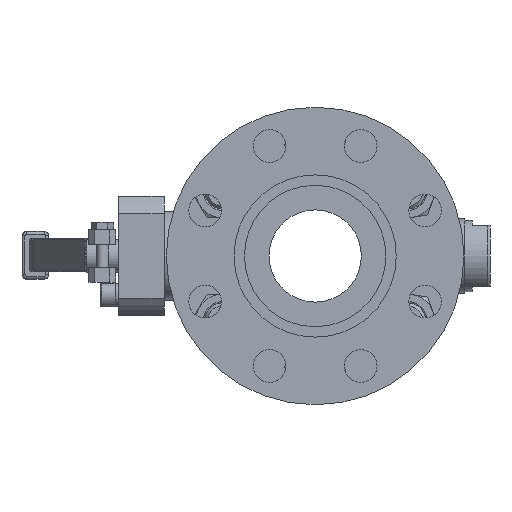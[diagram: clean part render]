
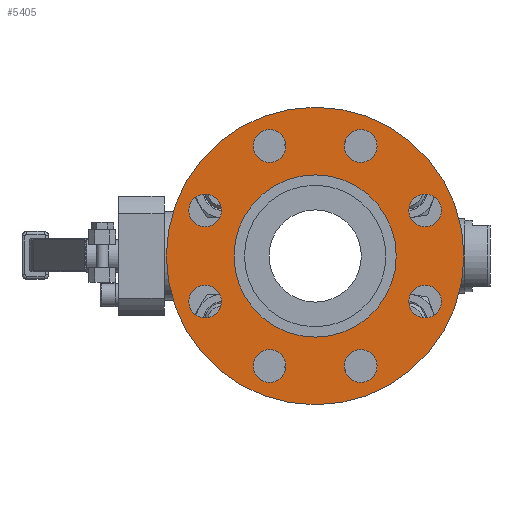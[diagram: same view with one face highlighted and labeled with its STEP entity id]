
A CAD part, left-side view. The second image highlights one B-rep face of the part: STEP entity #5405.
In plain terms, the highlighted face is planar.
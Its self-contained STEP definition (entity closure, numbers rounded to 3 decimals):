
#5405=ADVANCED_FACE('',(#11296,#11298,#11300,#11302,#11304,#11306,#11308,#11310,
#11312,#11314),#11316,.F.);
#11296=FACE_BOUND('',#11297,.T.);
#11297=EDGE_LOOP('',(#15400));
#11298=FACE_BOUND('',#11299,.T.);
#11299=EDGE_LOOP('',(#15401));
#11300=FACE_BOUND('',#11301,.T.);
#11301=EDGE_LOOP('',(#15402));
#11302=FACE_BOUND('',#11303,.T.);
#11303=EDGE_LOOP('',(#15403));
#11304=FACE_BOUND('',#11305,.T.);
#11305=EDGE_LOOP('',(#15404));
#11306=FACE_BOUND('',#11307,.T.);
#11307=EDGE_LOOP('',(#15405));
#11308=FACE_BOUND('',#11309,.T.);
#11309=EDGE_LOOP('',(#15406));
#11310=FACE_BOUND('',#11311,.T.);
#11311=EDGE_LOOP('',(#15407));
#11312=FACE_BOUND('',#11313,.T.);
#11313=EDGE_LOOP('',(#15408));
#11314=FACE_BOUND('',#11315,.T.);
#11315=EDGE_LOOP('',(#15409));
#11316=PLANE('',#11317);
#11317=AXIS2_PLACEMENT_3D('',#11318,#11319,#11320);
#11318=CARTESIAN_POINT('',(-165.,0.,0.));
#11319=DIRECTION('',(-1.,0.,0.));
#11320=DIRECTION('',(0.,0.,1.));
#15400=ORIENTED_EDGE('',*,*,#17175,.F.);
#15401=ORIENTED_EDGE('',*,*,#17176,.F.);
#15402=ORIENTED_EDGE('',*,*,#17177,.F.);
#15403=ORIENTED_EDGE('',*,*,#17178,.F.);
#15404=ORIENTED_EDGE('',*,*,#17179,.F.);
#15405=ORIENTED_EDGE('',*,*,#17180,.F.);
#15406=ORIENTED_EDGE('',*,*,#17181,.F.);
#15407=ORIENTED_EDGE('',*,*,#17182,.F.);
#15408=ORIENTED_EDGE('',*,*,#17183,.F.);
#15409=ORIENTED_EDGE('',*,*,#17235,.T.);
#17175=EDGE_CURVE('',#19630,#19630,#19631,.T.);
#17176=EDGE_CURVE('',#19632,#19632,#19633,.F.);
#17177=EDGE_CURVE('',#19634,#19634,#19635,.F.);
#17178=EDGE_CURVE('',#19636,#19636,#19637,.F.);
#17179=EDGE_CURVE('',#19638,#19638,#19639,.F.);
#17180=EDGE_CURVE('',#19640,#19640,#19641,.F.);
#17181=EDGE_CURVE('',#19642,#19642,#19643,.F.);
#17182=EDGE_CURVE('',#19644,#19644,#19645,.F.);
#17183=EDGE_CURVE('',#19646,#19646,#19647,.F.);
#17235=EDGE_CURVE('',#19714,#19714,#19715,.T.);
#19630=VERTEX_POINT('',#33741);
#19631=CIRCLE('',#33742,100.);
#19632=VERTEX_POINT('',#33746);
#19633=CIRCLE('',#33747,11.);
#19634=VERTEX_POINT('',#33751);
#19635=CIRCLE('',#33752,11.);
#19636=VERTEX_POINT('',#33756);
#19637=CIRCLE('',#33757,11.);
#19638=VERTEX_POINT('',#33761);
#19639=CIRCLE('',#33762,11.);
#19640=VERTEX_POINT('',#33766);
#19641=CIRCLE('',#33767,11.);
#19642=VERTEX_POINT('',#33771);
#19643=CIRCLE('',#33772,11.);
#19644=VERTEX_POINT('',#33776);
#19645=CIRCLE('',#33777,11.);
#19646=VERTEX_POINT('',#33781);
#19647=CIRCLE('',#33782,11.);
#19714=VERTEX_POINT('',#34005);
#19715=CIRCLE('',#34006,54.5);
#33741=CARTESIAN_POINT('',(-165.,0.,100.));
#33742=AXIS2_PLACEMENT_3D('',#33743,#33744,#33745);
#33743=CARTESIAN_POINT('',(-165.,0.,0.));
#33744=DIRECTION('',(1.,0.,0.));
#33745=DIRECTION('',(0.,0.,1.));
#33746=CARTESIAN_POINT('',(-165.,-19.615,73.91));
#33747=AXIS2_PLACEMENT_3D('',#33748,#33749,#33750);
#33748=CARTESIAN_POINT('',(-165.,-30.615,73.91));
#33749=DIRECTION('',(1.,0.,0.));
#33750=DIRECTION('',(0.,1.,0.));
#33751=CARTESIAN_POINT('',(-165.,41.615,73.91));
#33752=AXIS2_PLACEMENT_3D('',#33753,#33754,#33755);
#33753=CARTESIAN_POINT('',(-165.,30.615,73.91));
#33754=DIRECTION('',(1.,0.,0.));
#33755=DIRECTION('',(0.,1.,0.));
#33756=CARTESIAN_POINT('',(-165.,-62.91,30.615));
#33757=AXIS2_PLACEMENT_3D('',#33758,#33759,#33760);
#33758=CARTESIAN_POINT('',(-165.,-73.91,30.615));
#33759=DIRECTION('',(1.,0.,0.));
#33760=DIRECTION('',(0.,1.,0.));
#33761=CARTESIAN_POINT('',(-165.,-19.615,-73.91));
#33762=AXIS2_PLACEMENT_3D('',#33763,#33764,#33765);
#33763=CARTESIAN_POINT('',(-165.,-30.615,-73.91));
#33764=DIRECTION('',(1.,0.,0.));
#33765=DIRECTION('',(0.,1.,0.));
#33766=CARTESIAN_POINT('',(-165.,84.91,-30.615));
#33767=AXIS2_PLACEMENT_3D('',#33768,#33769,#33770);
#33768=CARTESIAN_POINT('',(-165.,73.91,-30.615));
#33769=DIRECTION('',(1.,0.,0.));
#33770=DIRECTION('',(0.,1.,0.));
#33771=CARTESIAN_POINT('',(-165.,-62.91,-30.615));
#33772=AXIS2_PLACEMENT_3D('',#33773,#33774,#33775);
#33773=CARTESIAN_POINT('',(-165.,-73.91,-30.615));
#33774=DIRECTION('',(1.,0.,0.));
#33775=DIRECTION('',(0.,1.,0.));
#33776=CARTESIAN_POINT('',(-165.,41.615,-73.91));
#33777=AXIS2_PLACEMENT_3D('',#33778,#33779,#33780);
#33778=CARTESIAN_POINT('',(-165.,30.615,-73.91));
#33779=DIRECTION('',(1.,0.,0.));
#33780=DIRECTION('',(0.,1.,0.));
#33781=CARTESIAN_POINT('',(-165.,84.91,30.615));
#33782=AXIS2_PLACEMENT_3D('',#33783,#33784,#33785);
#33783=CARTESIAN_POINT('',(-165.,73.91,30.615));
#33784=DIRECTION('',(1.,0.,0.));
#33785=DIRECTION('',(0.,1.,0.));
#34005=CARTESIAN_POINT('',(-165.,0.,54.5));
#34006=AXIS2_PLACEMENT_3D('',#34007,#34008,#34009);
#34007=CARTESIAN_POINT('',(-165.,0.,0.));
#34008=DIRECTION('',(1.,0.,0.));
#34009=DIRECTION('',(0.,0.,1.));
